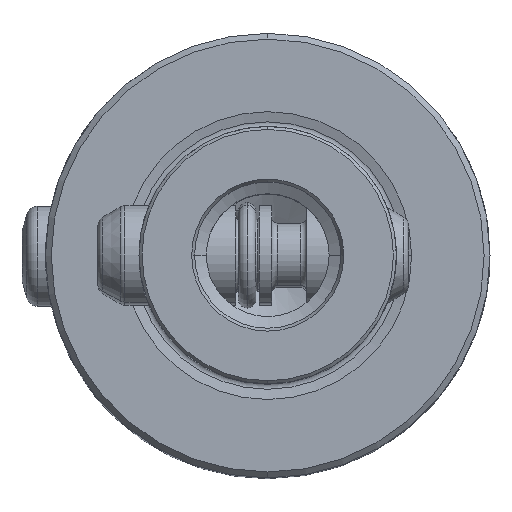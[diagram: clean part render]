
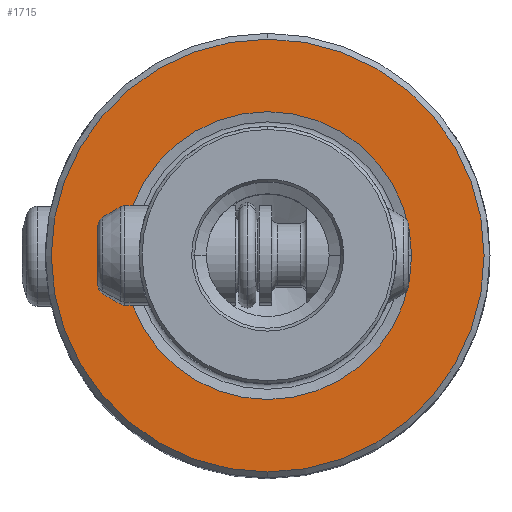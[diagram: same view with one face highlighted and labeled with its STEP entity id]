
A CAD part, top view. The second image highlights one B-rep face of the part: STEP entity #1715.
In plain terms, the highlighted planar face has unit normal (0, 0, 1).
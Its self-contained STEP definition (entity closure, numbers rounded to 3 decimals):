
#1195=EDGE_CURVE('NONE',#2073,#2523,#3293,.F.);
#1411=VERTEX_POINT('NONE',#3536);
#1715=ADVANCED_FACE('NONE',(#3882,#3883),#3884,.T.);
#2073=VERTEX_POINT('NONE',#4281);
#2113=EDGE_CURVE('NONE',#2865,#1411,#4327,.F.);
#2523=VERTEX_POINT('NONE',#4786);
#2689=EDGE_CURVE('NONE',#1411,#2865,#4968,.F.);
#2865=VERTEX_POINT('NONE',#5160);
#3105=EDGE_CURVE('NONE',#2523,#2073,#5423,.T.);
#3293=CIRCLE('',#5707,18.5);
#3536=CARTESIAN_POINT('',(-12.299,0.,0.0));
#3882=FACE_OUTER_BOUND('',#7576,.T.);
#3883=FACE_BOUND('',#7577,.T.);
#3884=PLANE('',#7578);
#4281=CARTESIAN_POINT('',(0.,18.5,0.0));
#4327=CIRCLE('',#9295,12.299);
#4786=CARTESIAN_POINT('',(0.0,-18.5,0.0));
#4968=CIRCLE('',#11001,12.299);
#5160=CARTESIAN_POINT('',(12.299,0.,0.0));
#5423=CIRCLE('',#11833,18.5);
#5707=AXIS2_PLACEMENT_3D('',#12026,#12027,#12028);
#7576=EDGE_LOOP('',(#12786,#12787));
#7577=EDGE_LOOP('',(#12788,#12789));
#7578=AXIS2_PLACEMENT_3D('',#12790,#12791,#12792);
#9295=AXIS2_PLACEMENT_3D('',#13330,#13331,#13332);
#11001=AXIS2_PLACEMENT_3D('',#14095,#14096,#14097);
#11833=AXIS2_PLACEMENT_3D('',#14590,#14591,#14592);
#12026=CARTESIAN_POINT('',(0.0,0.0,0.0));
#12027=DIRECTION('',(0.0,0.0,-1.0));
#12028=DIRECTION('',(0.0,-1.0,0.0));
#12786=ORIENTED_EDGE('',*,*,#3105,.T.);
#12787=ORIENTED_EDGE('',*,*,#1195,.T.);
#12788=ORIENTED_EDGE('',*,*,#2113,.F.);
#12789=ORIENTED_EDGE('',*,*,#2689,.F.);
#12790=CARTESIAN_POINT('',(-11.0,0.0,0.0));
#12791=DIRECTION('',(0.0,-0.0,1.0));
#12792=DIRECTION('',(0.0,1.0,0.0));
#13330=CARTESIAN_POINT('',(0.0,0.0,0.0));
#13331=DIRECTION('',(0.0,0.0,-1.0));
#13332=DIRECTION('',(1.0,0.,0.0));
#14095=CARTESIAN_POINT('',(0.0,0.0,0.0));
#14096=DIRECTION('',(0.0,0.0,-1.0));
#14097=DIRECTION('',(1.0,0.,0.0));
#14590=CARTESIAN_POINT('',(0.0,0.0,0.0));
#14591=DIRECTION('',(0.0,0.0,1.0));
#14592=DIRECTION('',(0.0,-1.0,0.0));
